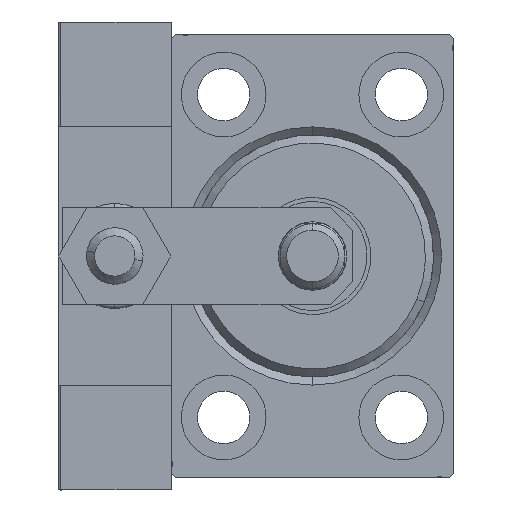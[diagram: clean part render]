
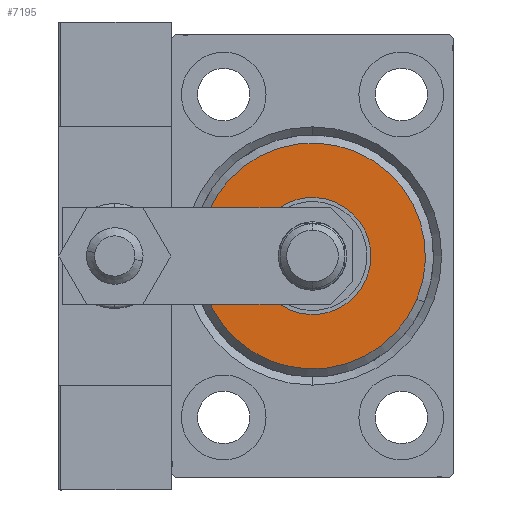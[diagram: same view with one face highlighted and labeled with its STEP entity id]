
A CAD part, left-side view. The second image highlights one B-rep face of the part: STEP entity #7195.
In plain terms, the highlighted face is planar.
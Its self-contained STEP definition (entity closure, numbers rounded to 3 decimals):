
#2813 = CARTESIAN_POINT ( 'NONE',  ( 3., 0., 0. ) ) ;
#3885 = ORIENTED_EDGE ( 'NONE', *, *, #6097, .F. ) ;
#3905 = CIRCLE ( 'NONE', #31018, 14. ) ;
#4580 = CARTESIAN_POINT ( 'NONE',  ( 3., 0., -14. ) ) ;
#5040 = ORIENTED_EDGE ( 'NONE', *, *, #31593, .T. ) ;
#6097 = EDGE_CURVE ( 'NONE', #23275, #10898, #29318, .T. ) ;
#7195 = ADVANCED_FACE ( 'NONE', ( #10022, #33937 ), #38049, .T. ) ;
#7915 = VERTEX_POINT ( 'NONE', #4580 ) ;
#10022 = FACE_OUTER_BOUND ( 'NONE', #17753, .T. ) ;
#10148 = EDGE_CURVE ( 'NONE', #7915, #37519, #3905, .T. ) ;
#10260 = ORIENTED_EDGE ( 'NONE', *, *, #10148, .T. ) ;
#10898 = VERTEX_POINT ( 'NONE', #40844 ) ;
#17019 = AXIS2_PLACEMENT_3D ( 'NONE', #40059, #48019, #32335 ) ;
#17753 = EDGE_LOOP ( 'NONE', ( #5040, #10260 ) ) ;
#18461 = CARTESIAN_POINT ( 'NONE',  ( 3., 0., 0. ) ) ;
#19419 = AXIS2_PLACEMENT_3D ( 'NONE', #2813, #49620, #42423 ) ;
#19627 = CARTESIAN_POINT ( 'NONE',  ( 3., 0., 0. ) ) ;
#21671 = CARTESIAN_POINT ( 'NONE',  ( 3., 0., 14. ) ) ;
#23275 = VERTEX_POINT ( 'NONE', #36029 ) ;
#29318 = CIRCLE ( 'NONE', #46493, 7.25 ) ;
#29523 = DIRECTION ( 'NONE',  ( 1., 0., 0. ) ) ;
#29963 = DIRECTION ( 'NONE',  ( 0., 0., -1. ) ) ;
#31018 = AXIS2_PLACEMENT_3D ( 'NONE', #19627, #47404, #47160 ) ;
#31593 = EDGE_CURVE ( 'NONE', #37519, #7915, #35098, .T. ) ;
#32335 = DIRECTION ( 'NONE',  ( 0., 0., -1. ) ) ;
#33401 = DIRECTION ( 'NONE',  ( 0., 0., -1. ) ) ;
#33937 = FACE_BOUND ( 'NONE', #43283, .T. ) ;
#35098 = CIRCLE ( 'NONE', #17019, 14. ) ;
#35342 = AXIS2_PLACEMENT_3D ( 'NONE', #40799, #49778, #29963 ) ;
#36029 = CARTESIAN_POINT ( 'NONE',  ( 3., 0., -7.25 ) ) ;
#37519 = VERTEX_POINT ( 'NONE', #21671 ) ;
#38049 = PLANE ( 'NONE',  #19419 ) ;
#40059 = CARTESIAN_POINT ( 'NONE',  ( 3., 0., 0. ) ) ;
#40799 = CARTESIAN_POINT ( 'NONE',  ( 3., 0., 0. ) ) ;
#40844 = CARTESIAN_POINT ( 'NONE',  ( 3., 0., 7.25 ) ) ;
#42423 = DIRECTION ( 'NONE',  ( 0., 0., -1. ) ) ;
#43089 = ORIENTED_EDGE ( 'NONE', *, *, #43449, .F. ) ;
#43283 = EDGE_LOOP ( 'NONE', ( #3885, #43089 ) ) ;
#43449 = EDGE_CURVE ( 'NONE', #10898, #23275, #50142, .T. ) ;
#46493 = AXIS2_PLACEMENT_3D ( 'NONE', #18461, #29523, #33401 ) ;
#47160 = DIRECTION ( 'NONE',  ( 0., 0., -1. ) ) ;
#47404 = DIRECTION ( 'NONE',  ( 1., 0., 0. ) ) ;
#48019 = DIRECTION ( 'NONE',  ( 1., 0., 0. ) ) ;
#49620 = DIRECTION ( 'NONE',  ( 1., 0., 0. ) ) ;
#49778 = DIRECTION ( 'NONE',  ( 1., 0., 0. ) ) ;
#50142 = CIRCLE ( 'NONE', #35342, 7.25 ) ;
